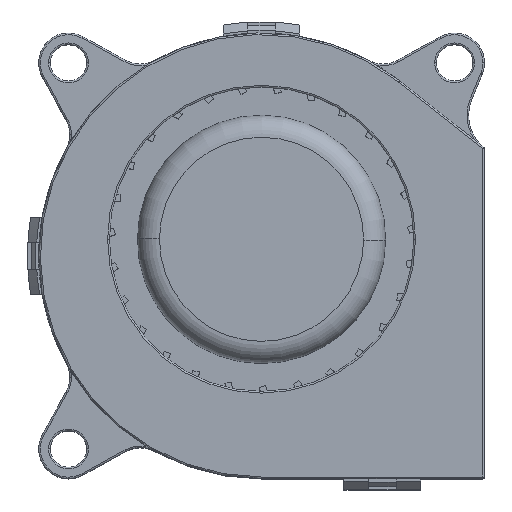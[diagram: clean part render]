
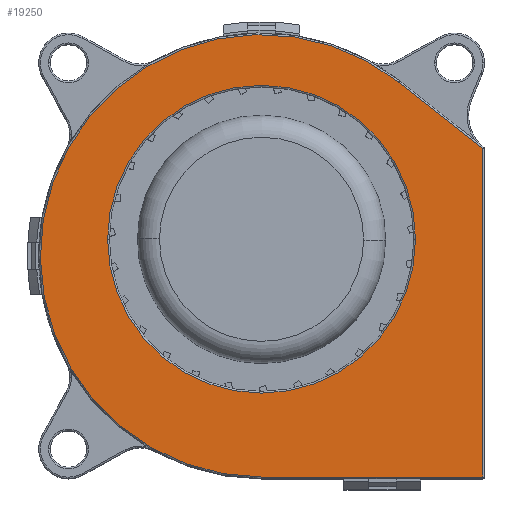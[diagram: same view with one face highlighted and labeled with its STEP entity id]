
A CAD part, top view. The second image highlights one B-rep face of the part: STEP entity #19250.
In plain terms, the highlighted planar face has unit normal (0, 0, 1).
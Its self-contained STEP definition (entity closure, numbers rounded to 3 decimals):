
#637 = CARTESIAN_POINT ( 'NONE',  ( 12.41, 15.748, 9.4 ) ) ;
#959 = CARTESIAN_POINT ( 'NONE',  ( 0., 1.5, 9.4 ) ) ;
#1092 = DIRECTION ( 'NONE',  ( -0.785, 0.619, 0. ) ) ;
#1450 = LINE ( 'NONE', #12074, #16831 ) ;
#1888 = CARTESIAN_POINT ( 'NONE',  ( 20.05, -20.05, 9.4 ) ) ;
#2191 = CARTESIAN_POINT ( 'NONE',  ( 0., -20.05, 9.4 ) ) ;
#2278 = VERTEX_POINT ( 'NONE', #2191 ) ;
#2501 = DIRECTION ( 'NONE',  ( 1., 0., 0. ) ) ;
#2632 = EDGE_CURVE ( 'NONE', #4103, #19164, #15482, .T. ) ;
#3195 = VECTOR ( 'NONE', #8442, 1000. ) ;
#3565 = CARTESIAN_POINT ( 'NONE',  ( 0., 0., 9.4 ) ) ;
#3817 = CARTESIAN_POINT ( 'NONE',  ( -13.95, 1.5, 9.4 ) ) ;
#4103 = VERTEX_POINT ( 'NONE', #1888 ) ;
#4244 = VERTEX_POINT ( 'NONE', #3817 ) ;
#4391 = DIRECTION ( 'NONE',  ( 1., 0., 0. ) ) ;
#4639 = VECTOR ( 'NONE', #1092, 1000. ) ;
#5669 = VERTEX_POINT ( 'NONE', #637 ) ;
#5919 = ORIENTED_EDGE ( 'NONE', *, *, #13892, .T. ) ;
#6582 = AXIS2_PLACEMENT_3D ( 'NONE', #3565, #17438, #8231 ) ;
#7069 = EDGE_CURVE ( 'NONE', #2278, #4103, #1450, .T. ) ;
#7220 = EDGE_LOOP ( 'NONE', ( #16646, #8092, #5919, #7349 ) ) ;
#7349 = ORIENTED_EDGE ( 'NONE', *, *, #7069, .T. ) ;
#7593 = CIRCLE ( 'NONE', #18222, 20.05 ) ;
#7821 = AXIS2_PLACEMENT_3D ( 'NONE', #959, #11717, #2501 ) ;
#7870 = CIRCLE ( 'NONE', #7821, 13.95 ) ;
#7985 = DIRECTION ( 'NONE',  ( 0., 0., -1. ) ) ;
#8066 = DIRECTION ( 'NONE',  ( 0., 0., 1. ) ) ;
#8092 = ORIENTED_EDGE ( 'NONE', *, *, #19976, .T. ) ;
#8164 = PLANE ( 'NONE',  #6582 ) ;
#8231 = DIRECTION ( 'NONE',  ( 1., 0., 0. ) ) ;
#8442 = DIRECTION ( 'NONE',  ( 0., 1., 0. ) ) ;
#8474 = CIRCLE ( 'NONE', #8808, 13.95 ) ;
#8808 = AXIS2_PLACEMENT_3D ( 'NONE', #17184, #7985, #18760 ) ;
#9512 = CARTESIAN_POINT ( 'NONE',  ( 20.05, 9.727, 9.4 ) ) ;
#9988 = FACE_OUTER_BOUND ( 'NONE', #7220, .T. ) ;
#10422 = EDGE_CURVE ( 'NONE', #4244, #10716, #7870, .T. ) ;
#10716 = VERTEX_POINT ( 'NONE', #11048 ) ;
#10831 = ORIENTED_EDGE ( 'NONE', *, *, #14413, .T. ) ;
#10990 = EDGE_LOOP ( 'NONE', ( #10831, #13341 ) ) ;
#11048 = CARTESIAN_POINT ( 'NONE',  ( 13.95, 1.5, 9.4 ) ) ;
#11717 = DIRECTION ( 'NONE',  ( 0., 0., -1. ) ) ;
#12074 = CARTESIAN_POINT ( 'NONE',  ( 20.2, -20.05, 9.4 ) ) ;
#13330 = LINE ( 'NONE', #16409, #4639 ) ;
#13341 = ORIENTED_EDGE ( 'NONE', *, *, #10422, .T. ) ;
#13892 = EDGE_CURVE ( 'NONE', #5669, #2278, #7593, .T. ) ;
#14413 = EDGE_CURVE ( 'NONE', #10716, #4244, #8474, .T. ) ;
#14562 = FACE_BOUND ( 'NONE', #10990, .T. ) ;
#15482 = LINE ( 'NONE', #17643, #3195 ) ;
#16409 = CARTESIAN_POINT ( 'NONE',  ( 12.41, 15.748, 9.4 ) ) ;
#16646 = ORIENTED_EDGE ( 'NONE', *, *, #2632, .T. ) ;
#16831 = VECTOR ( 'NONE', #4391, 1000. ) ;
#17184 = CARTESIAN_POINT ( 'NONE',  ( 0., 1.5, 9.4 ) ) ;
#17285 = CARTESIAN_POINT ( 'NONE',  ( 0., 0., 9.4 ) ) ;
#17438 = DIRECTION ( 'NONE',  ( 0., 0., 1. ) ) ;
#17643 = CARTESIAN_POINT ( 'NONE',  ( 20.05, 9.8, 9.4 ) ) ;
#18222 = AXIS2_PLACEMENT_3D ( 'NONE', #17285, #8066, #18847 ) ;
#18760 = DIRECTION ( 'NONE',  ( 1., 0., 0. ) ) ;
#18847 = DIRECTION ( 'NONE',  ( 1., 0., 0. ) ) ;
#19164 = VERTEX_POINT ( 'NONE', #9512 ) ;
#19250 = ADVANCED_FACE ( 'NONE', ( #9988, #14562 ), #8164, .T. ) ;
#19976 = EDGE_CURVE ( 'NONE', #19164, #5669, #13330, .T. ) ;
